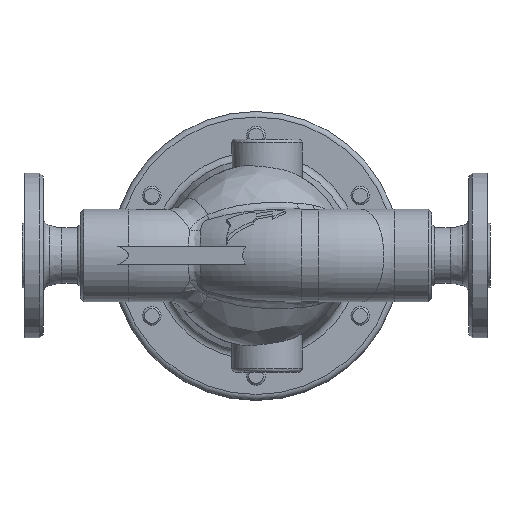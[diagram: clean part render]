
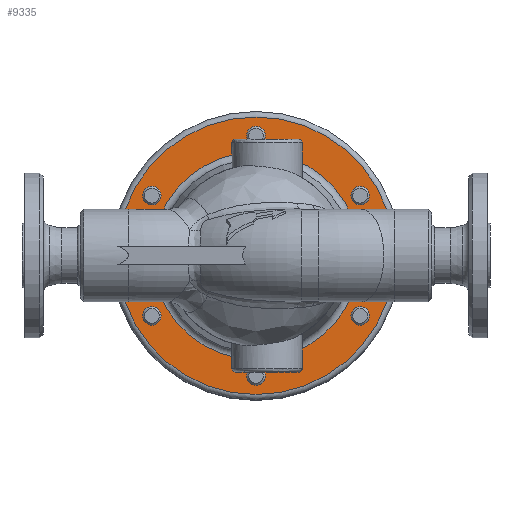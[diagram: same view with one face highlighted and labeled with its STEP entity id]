
A CAD part, top view. The second image highlights one B-rep face of the part: STEP entity #9335.
In plain terms, the highlighted planar face has unit normal (0, 0, 1).
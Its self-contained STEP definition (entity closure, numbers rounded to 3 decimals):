
#4781=CARTESIAN_POINT('',(5.,65.0,114.5));
#4782=VERTEX_POINT('',#4781);
#4783=CARTESIAN_POINT('',(0.0,65.0,114.5));
#4784=DIRECTION('',(0.0,0.0,-1.0));
#4785=DIRECTION('',(-1.0,0.0,0.0));
#4786=AXIS2_PLACEMENT_3D('',#4783,#4784,#4785);
#4787=CIRCLE('',#4786,5.);
#4788=EDGE_CURVE('',#4782,#4782,#4787,.T.);
#6082=CARTESIAN_POINT('',(58.792,28.17,114.5));
#6083=VERTEX_POINT('',#6082);
#6084=CARTESIAN_POINT('',(56.292,32.5,114.5));
#6085=DIRECTION('',(0.0,0.0,-1.0));
#6086=DIRECTION('',(-0.5,0.866,0.0));
#6087=AXIS2_PLACEMENT_3D('',#6084,#6085,#6086);
#6088=CIRCLE('',#6087,5.);
#6089=EDGE_CURVE('',#6083,#6083,#6088,.T.);
#6188=CARTESIAN_POINT('',(53.792,-36.83,114.5));
#6189=VERTEX_POINT('',#6188);
#6190=CARTESIAN_POINT('',(56.292,-32.5,114.5));
#6191=DIRECTION('',(0.0,0.0,-1.0));
#6192=DIRECTION('',(0.5,0.866,0.0));
#6193=AXIS2_PLACEMENT_3D('',#6190,#6191,#6192);
#6194=CIRCLE('',#6193,5.);
#6195=EDGE_CURVE('',#6189,#6189,#6194,.T.);
#6294=CARTESIAN_POINT('',(-5.,-65.0,114.5));
#6295=VERTEX_POINT('',#6294);
#6296=CARTESIAN_POINT('',(0.,-65.0,114.5));
#6297=DIRECTION('',(0.0,0.0,-1.0));
#6298=DIRECTION('',(1.0,0.0,0.0));
#6299=AXIS2_PLACEMENT_3D('',#6296,#6297,#6298);
#6300=CIRCLE('',#6299,5.);
#6301=EDGE_CURVE('',#6295,#6295,#6300,.T.);
#6400=CARTESIAN_POINT('',(-58.792,-28.17,114.5));
#6401=VERTEX_POINT('',#6400);
#6402=CARTESIAN_POINT('',(-56.292,-32.5,114.5));
#6403=DIRECTION('',(0.0,0.0,-1.0));
#6404=DIRECTION('',(0.5,-0.866,0.0));
#6405=AXIS2_PLACEMENT_3D('',#6402,#6403,#6404);
#6406=CIRCLE('',#6405,5.);
#6407=EDGE_CURVE('',#6401,#6401,#6406,.T.);
#6506=CARTESIAN_POINT('',(-53.792,36.83,114.5));
#6507=VERTEX_POINT('',#6506);
#6508=CARTESIAN_POINT('',(-56.292,32.5,114.5));
#6509=DIRECTION('',(0.0,0.0,-1.0));
#6510=DIRECTION('',(-0.5,-0.866,0.0));
#6511=AXIS2_PLACEMENT_3D('',#6508,#6509,#6510);
#6512=CIRCLE('',#6511,5.);
#6513=EDGE_CURVE('',#6507,#6507,#6512,.T.);
#9286=CARTESIAN_POINT('',(75.,0.,114.5));
#9287=VERTEX_POINT('',#9286);
#9288=CARTESIAN_POINT('',(0.0,0.0,114.5));
#9289=DIRECTION('',(0.0,0.0,-1.0));
#9290=DIRECTION('',(-1.0,0.0,0.0));
#9291=AXIS2_PLACEMENT_3D('',#9288,#9289,#9290);
#9292=CIRCLE('',#9291,75.);
#9293=EDGE_CURVE('',#9287,#9287,#9292,.T.);
#9298=CARTESIAN_POINT('',(0.0,0.0,114.5));
#9299=DIRECTION('',(0.0,0.0,-1.0));
#9300=DIRECTION('',(-1.0,0.0,0.0));
#9301=AXIS2_PLACEMENT_3D('',#9298,#9299,#9300);
#9302=PLANE('',#9301);
#9303=ORIENTED_EDGE('',*,*,#9293,.F.);
#9304=EDGE_LOOP('',(#9303));
#9305=FACE_OUTER_BOUND('',#9304,.T.);
#9306=ORIENTED_EDGE('',*,*,#6407,.T.);
#9307=EDGE_LOOP('',(#9306));
#9308=FACE_BOUND('',#9307,.T.);
#9309=ORIENTED_EDGE('',*,*,#6301,.T.);
#9310=EDGE_LOOP('',(#9309));
#9311=FACE_BOUND('',#9310,.T.);
#9312=ORIENTED_EDGE('',*,*,#6195,.T.);
#9313=EDGE_LOOP('',(#9312));
#9314=FACE_BOUND('',#9313,.T.);
#9315=ORIENTED_EDGE('',*,*,#4788,.T.);
#9316=EDGE_LOOP('',(#9315));
#9317=FACE_BOUND('',#9316,.T.);
#9318=ORIENTED_EDGE('',*,*,#6089,.T.);
#9319=EDGE_LOOP('',(#9318));
#9320=FACE_BOUND('',#9319,.T.);
#9321=ORIENTED_EDGE('',*,*,#6513,.T.);
#9322=EDGE_LOOP('',(#9321));
#9323=FACE_BOUND('',#9322,.T.);
#9324=CARTESIAN_POINT('',(-56.073,0.,114.5));
#9325=VERTEX_POINT('',#9324);
#9326=CARTESIAN_POINT('',(0.0,0.0,114.5));
#9327=DIRECTION('',(0.0,0.0,1.0));
#9328=DIRECTION('',(1.0,0.0,0.0));
#9329=AXIS2_PLACEMENT_3D('',#9326,#9327,#9328);
#9330=CIRCLE('',#9329,56.073);
#9331=EDGE_CURVE('',#9325,#9325,#9330,.T.);
#9332=ORIENTED_EDGE('',*,*,#9331,.F.);
#9333=EDGE_LOOP('',(#9332));
#9334=FACE_BOUND('',#9333,.T.);
#9335=ADVANCED_FACE('',(#9305,#9308,#9311,#9314,#9317,#9320,#9323,#9334),#9302,.F.);
